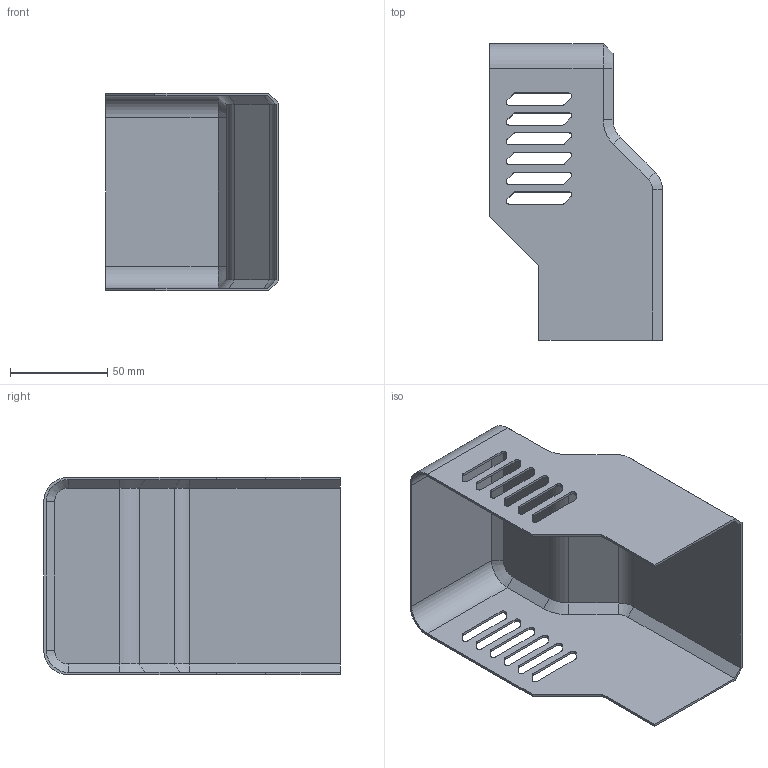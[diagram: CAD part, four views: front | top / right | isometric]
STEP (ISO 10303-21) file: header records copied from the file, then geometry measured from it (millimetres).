
FILE_DESCRIPTION (( 'STEP AP203' ), '1' );
FILE_NAME ('L6.STEP', '2026-01-05T22:52:50', ( '' ), ( '' ), 'SwSTEP 2.0', 'SolidWorks 2026', '' );
FILE_SCHEMA (( 'CONFIG_CONTROL_DESIGN' ));
Length unit declared in the file: inch
Products named in the file (1): L6
Bounding box: 88.9 x 152.4 x 101.6 mm (x, y, z)
Volume: 50271.4 mm3; surface area: 81100.5 mm2
Topology: 1 solids, 1 shells, 160 faces, 450 edges, 292 vertices
Faces by surface type: plane 80, cylinder 68, cone 12
Entity records: 5297 total; most frequent: DIRECTION 920, CARTESIAN_POINT 903, ORIENTED_EDGE 900, EDGE_CURVE 450, AXIS2_PLACEMENT_3D 309, VECTOR 302, LINE 302, VERTEX_POINT 292
